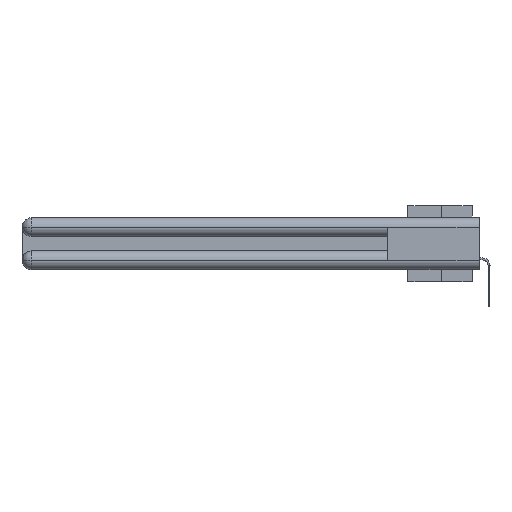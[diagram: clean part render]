
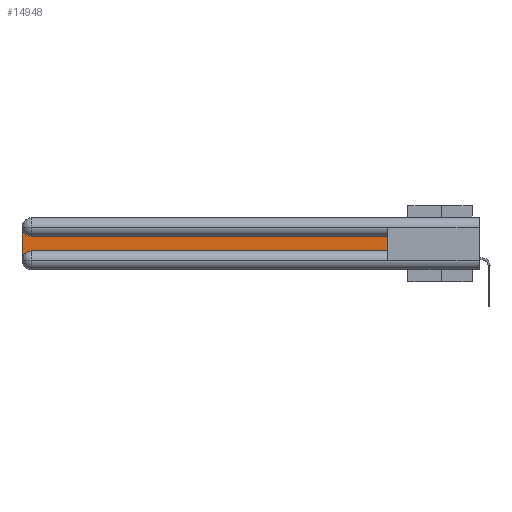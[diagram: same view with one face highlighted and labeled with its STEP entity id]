
A CAD part, left-side view. The second image highlights one B-rep face of the part: STEP entity #14948.
In plain terms, the highlighted planar face has unit normal (-1, 0, 0).
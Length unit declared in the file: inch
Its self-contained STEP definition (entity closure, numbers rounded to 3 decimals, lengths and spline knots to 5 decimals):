
#346 = DIRECTION ( 'NONE',  ( 0., 0., -1. ) ) ;
#2387 = LINE ( 'NONE', #13475, #26188 ) ;
#2949 = DIRECTION ( 'NONE',  ( 0., 0., -1. ) ) ;
#3015 = EDGE_CURVE ( 'NONE', #17857, #25861, #2387, .T. ) ;
#3434 = LINE ( 'NONE', #5326, #13431 ) ;
#3543 = VERTEX_POINT ( 'NONE', #16468 ) ;
#4492 = CARTESIAN_POINT ( 'NONE',  ( 0.075, 0.6, -0.2175 ) ) ;
#4498 = VERTEX_POINT ( 'NONE', #23562 ) ;
#4560 = DIRECTION ( 'NONE',  ( 0., 1., 0. ) ) ;
#5326 = CARTESIAN_POINT ( 'NONE',  ( 0.075, 0.6, -0.2175 ) ) ;
#5435 = ORIENTED_EDGE ( 'NONE', *, *, #22398, .T. ) ;
#5607 = PLANE ( 'NONE',  #20404 ) ;
#6025 = CIRCLE ( 'NONE', #22118, 0.06 ) ;
#6573 = CARTESIAN_POINT ( 'NONE',  ( 0.075, 2.94, -0.1225 ) ) ;
#7259 = DIRECTION ( 'NONE',  ( 1., 0., 0. ) ) ;
#8327 = CARTESIAN_POINT ( 'NONE',  ( 0.075, 0.6, -0.1225 ) ) ;
#8346 = FACE_OUTER_BOUND ( 'NONE', #17937, .T. ) ;
#9062 = AXIS2_PLACEMENT_3D ( 'NONE', #19147, #27649, #23751 ) ;
#9064 = VERTEX_POINT ( 'NONE', #4492 ) ;
#10853 = ORIENTED_EDGE ( 'NONE', *, *, #12242, .T. ) ;
#12242 = EDGE_CURVE ( 'NONE', #4498, #3543, #6025, .T. ) ;
#12975 = ORIENTED_EDGE ( 'NONE', *, *, #3015, .T. ) ;
#13319 = EDGE_CURVE ( 'NONE', #9064, #17857, #3434, .T. ) ;
#13431 = VECTOR ( 'NONE', #14099, 39.37008 ) ;
#13475 = CARTESIAN_POINT ( 'NONE',  ( 0.075, 0.6, -0.1225 ) ) ;
#14099 = DIRECTION ( 'NONE',  ( 0., 0., 1. ) ) ;
#14825 = EDGE_CURVE ( 'NONE', #3543, #9064, #23753, .T. ) ;
#14885 = ORIENTED_EDGE ( 'NONE', *, *, #14825, .T. ) ;
#14948 = ADVANCED_FACE ( 'NONE', ( #8346 ), #5607, .F. ) ;
#14959 = DIRECTION ( 'NONE',  ( 0., -1., 0. ) ) ;
#15693 = ORIENTED_EDGE ( 'NONE', *, *, #25310, .T. ) ;
#16335 = CARTESIAN_POINT ( 'NONE',  ( 0.075, 2.94, -0.2775 ) ) ;
#16468 = CARTESIAN_POINT ( 'NONE',  ( 0.075, 2.94, -0.2175 ) ) ;
#16717 = VECTOR ( 'NONE', #2949, 39.37008 ) ;
#17807 = LINE ( 'NONE', #24439, #16717 ) ;
#17857 = VERTEX_POINT ( 'NONE', #8327 ) ;
#17937 = EDGE_LOOP ( 'NONE', ( #12975, #15693, #5435, #10853, #14885, #22627 ) ) ;
#19147 = CARTESIAN_POINT ( 'NONE',  ( 0.075, 2.94, -0.0625 ) ) ;
#19340 = VERTEX_POINT ( 'NONE', #26196 ) ;
#20404 = AXIS2_PLACEMENT_3D ( 'NONE', #25349, #23175, #23318 ) ;
#22118 = AXIS2_PLACEMENT_3D ( 'NONE', #16335, #7259, #346 ) ;
#22398 = EDGE_CURVE ( 'NONE', #19340, #4498, #17807, .T. ) ;
#22627 = ORIENTED_EDGE ( 'NONE', *, *, #13319, .T. ) ;
#23175 = DIRECTION ( 'NONE',  ( 1., 0., 0. ) ) ;
#23318 = DIRECTION ( 'NONE',  ( 0., 0., -1. ) ) ;
#23562 = CARTESIAN_POINT ( 'NONE',  ( 0.075, 3., -0.2775 ) ) ;
#23751 = DIRECTION ( 'NONE',  ( 0., 0., -1. ) ) ;
#23753 = LINE ( 'NONE', #25634, #25029 ) ;
#24439 = CARTESIAN_POINT ( 'NONE',  ( 0.075, 3., -0.2175 ) ) ;
#24708 = CIRCLE ( 'NONE', #9062, 0.06 ) ;
#25029 = VECTOR ( 'NONE', #14959, 39.37008 ) ;
#25310 = EDGE_CURVE ( 'NONE', #25861, #19340, #24708, .T. ) ;
#25349 = CARTESIAN_POINT ( 'NONE',  ( 0.075, 3., -0.1225 ) ) ;
#25634 = CARTESIAN_POINT ( 'NONE',  ( 0.075, 0.6, -0.2175 ) ) ;
#25861 = VERTEX_POINT ( 'NONE', #6573 ) ;
#26188 = VECTOR ( 'NONE', #4560, 39.37008 ) ;
#26196 = CARTESIAN_POINT ( 'NONE',  ( 0.075, 3., -0.0625 ) ) ;
#27649 = DIRECTION ( 'NONE',  ( 1., 0., 0. ) ) ;
